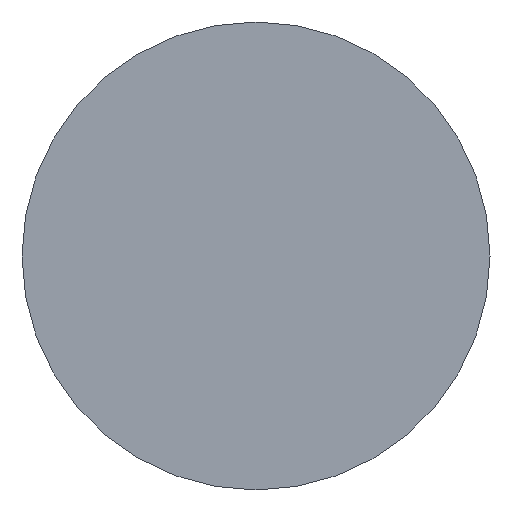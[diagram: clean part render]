
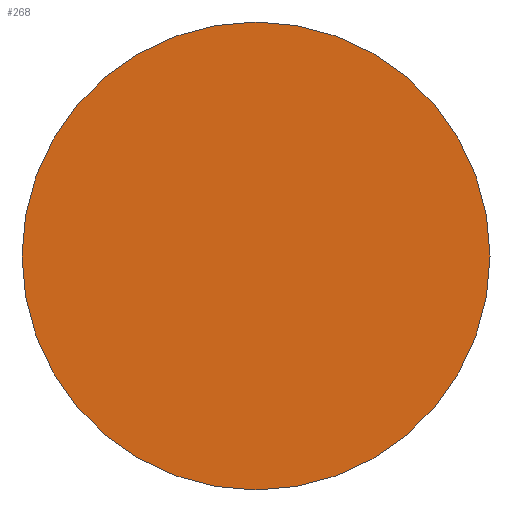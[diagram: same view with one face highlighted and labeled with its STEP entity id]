
A CAD part, front view. The second image highlights one B-rep face of the part: STEP entity #268.
In plain terms, the highlighted planar face has unit normal (0, -1, 0).
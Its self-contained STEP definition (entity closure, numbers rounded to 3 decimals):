
#1 = DIRECTION ( 'NONE',  ( 0., 0., -1. ) ) ;
#12 = ORIENTED_EDGE ( 'NONE', *, *, #259, .T. ) ;
#16 = FACE_OUTER_BOUND ( 'NONE', #126, .T. ) ;
#22 = EDGE_CURVE ( 'NONE', #258, #134, #255, .T. ) ;
#26 = CARTESIAN_POINT ( 'NONE',  ( 0., -20., 0. ) ) ;
#54 = AXIS2_PLACEMENT_3D ( 'NONE', #152, #270, #297 ) ;
#89 = CARTESIAN_POINT ( 'NONE',  ( 0., -20., -10. ) ) ;
#95 = AXIS2_PLACEMENT_3D ( 'NONE', #232, #159, #1 ) ;
#101 = DIRECTION ( 'NONE',  ( 0., -1., 0. ) ) ;
#126 = EDGE_LOOP ( 'NONE', ( #12, #302 ) ) ;
#134 = VERTEX_POINT ( 'NONE', #294 ) ;
#152 = CARTESIAN_POINT ( 'NONE',  ( -11., -20., -11. ) ) ;
#159 = DIRECTION ( 'NONE',  ( 0., -1., 0. ) ) ;
#202 = DIRECTION ( 'NONE',  ( 0., 0., -1. ) ) ;
#212 = AXIS2_PLACEMENT_3D ( 'NONE', #26, #101, #202 ) ;
#232 = CARTESIAN_POINT ( 'NONE',  ( 0., -20., 0. ) ) ;
#235 = CIRCLE ( 'NONE', #212, 10. ) ;
#250 = PLANE ( 'NONE',  #54 ) ;
#255 = CIRCLE ( 'NONE', #95, 10. ) ;
#258 = VERTEX_POINT ( 'NONE', #89 ) ;
#259 = EDGE_CURVE ( 'NONE', #134, #258, #235, .T. ) ;
#268 = ADVANCED_FACE ( 'NONE', ( #16 ), #250, .F. ) ;
#270 = DIRECTION ( 'NONE',  ( 0., 1., 0. ) ) ;
#294 = CARTESIAN_POINT ( 'NONE',  ( 0., -20., 10. ) ) ;
#297 = DIRECTION ( 'NONE',  ( 0., 0., -1. ) ) ;
#302 = ORIENTED_EDGE ( 'NONE', *, *, #22, .T. ) ;
